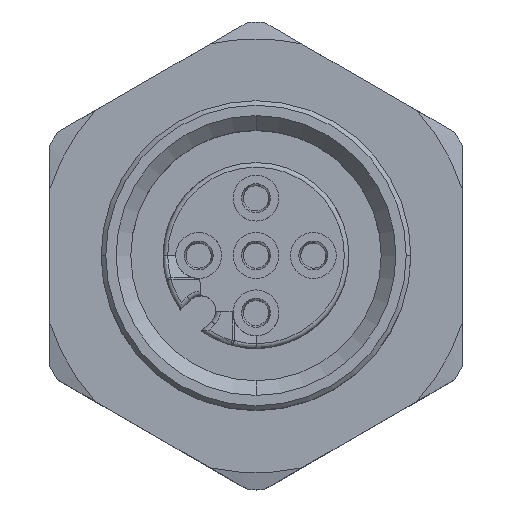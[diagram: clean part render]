
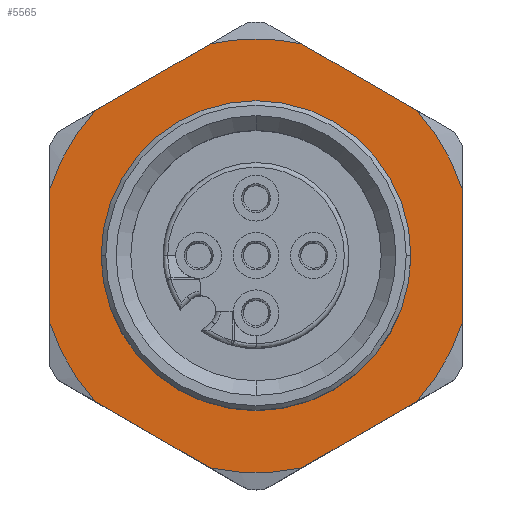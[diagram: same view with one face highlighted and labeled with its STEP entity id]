
A CAD part, top view. The second image highlights one B-rep face of the part: STEP entity #5565.
In plain terms, the highlighted planar face has unit normal (0, 0, 1).
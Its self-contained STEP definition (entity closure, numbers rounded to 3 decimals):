
#661=CARTESIAN_POINT('',(0.,0.,24.8));
#662=DIRECTION('',(0.,0.,1.));
#663=DIRECTION('',(0.952,0.306,0.));
#664=AXIS2_PLACEMENT_3D('',#661,#662,#663);
#669=DIRECTION('',(0.,1.,0.));
#670=VECTOR('',#669,5.786);
#671=CARTESIAN_POINT('',(9.,-2.893,24.8));
#672=LINE('',#671,#670);
#676=CARTESIAN_POINT('',(0.,0.,24.8));
#677=DIRECTION('',(0.,0.,1.));
#678=DIRECTION('',(0.741,-0.671,0.));
#679=AXIS2_PLACEMENT_3D('',#676,#677,#678);
#684=DIRECTION('',(0.866,0.5,0.));
#685=VECTOR('',#684,5.786);
#686=CARTESIAN_POINT('',(1.994,-9.241,24.8));
#687=LINE('',#686,#685);
#691=CARTESIAN_POINT('',(0.,0.,24.8));
#692=DIRECTION('',(0.,0.,1.));
#693=DIRECTION('',(-0.211,-0.977,0.));
#694=AXIS2_PLACEMENT_3D('',#691,#692,#693);
#699=DIRECTION('',(0.866,-0.5,0.));
#700=VECTOR('',#699,5.786);
#701=CARTESIAN_POINT('',(-7.006,-6.348,24.8));
#702=LINE('',#701,#700);
#706=CARTESIAN_POINT('',(0.,0.,24.8));
#707=DIRECTION('',(0.,0.,1.));
#708=DIRECTION('',(-0.952,-0.306,0.));
#709=AXIS2_PLACEMENT_3D('',#706,#707,#708);
#714=DIRECTION('',(0.,-1.,0.));
#715=VECTOR('',#714,5.786);
#716=CARTESIAN_POINT('',(-9.,2.893,24.8));
#717=LINE('',#716,#715);
#721=CARTESIAN_POINT('',(0.,0.,24.8));
#722=DIRECTION('',(0.,0.,1.));
#723=DIRECTION('',(-0.741,0.671,0.));
#724=AXIS2_PLACEMENT_3D('',#721,#722,#723);
#729=DIRECTION('',(-0.866,-0.5,0.));
#730=VECTOR('',#729,5.786);
#731=CARTESIAN_POINT('',(-1.994,9.241,24.8));
#732=LINE('',#731,#730);
#736=CARTESIAN_POINT('',(0.,0.,24.8));
#737=DIRECTION('',(0.,0.,1.));
#738=DIRECTION('',(0.,1.,0.));
#739=AXIS2_PLACEMENT_3D('',#736,#737,#738);
#744=CARTESIAN_POINT('',(0.,0.,24.8));
#745=DIRECTION('',(0.,0.,1.));
#746=DIRECTION('',(0.211,0.977,0.));
#747=AXIS2_PLACEMENT_3D('',#744,#745,#746);
#752=DIRECTION('',(-0.866,0.5,0.));
#753=VECTOR('',#752,5.786);
#754=CARTESIAN_POINT('',(7.006,6.348,24.8));
#755=LINE('',#754,#753);
#759=CARTESIAN_POINT('',(0.,0.,24.8));
#760=DIRECTION('',(0.,0.,-1.));
#761=DIRECTION('',(1.,0.,0.));
#762=AXIS2_PLACEMENT_3D('',#759,#760,#761);
#767=CARTESIAN_POINT('',(0.,0.,24.8));
#768=DIRECTION('',(0.,0.,-1.));
#769=DIRECTION('',(-1.,0.,0.));
#770=AXIS2_PLACEMENT_3D('',#767,#768,#769);
#1063=CARTESIAN_POINT('',(1.994,9.241,24.8));
#1133=CARTESIAN_POINT('',(-7.006,6.348,24.8));
#1203=CARTESIAN_POINT('',(-9.,-2.893,24.8));
#3263=CARTESIAN_POINT('',(7.006,-6.348,24.8));
#4427=CARTESIAN_POINT('',(6.75,0.,24.8));
#4428=VERTEX_POINT('',#4427);
#4429=CARTESIAN_POINT('',(-6.75,0.,24.8));
#4430=VERTEX_POINT('',#4429);
#4711=VERTEX_POINT('',#3263);
#4712=CARTESIAN_POINT('',(1.994,-9.241,24.8));
#4713=VERTEX_POINT('',#4712);
#4722=VERTEX_POINT('',#1203);
#4723=CARTESIAN_POINT('',(-9.,2.893,24.8));
#4724=VERTEX_POINT('',#4723);
#4733=VERTEX_POINT('',#1133);
#4734=CARTESIAN_POINT('',(-1.994,9.241,24.8));
#4735=VERTEX_POINT('',#4734);
#4744=VERTEX_POINT('',#1063);
#4745=CARTESIAN_POINT('',(7.006,6.348,24.8));
#4746=VERTEX_POINT('',#4745);
#4769=CARTESIAN_POINT('',(9.,2.893,24.8));
#4770=VERTEX_POINT('',#4769);
#4771=CARTESIAN_POINT('',(0.,9.454,24.8));
#4772=VERTEX_POINT('',#4771);
#4773=CARTESIAN_POINT('',(-7.006,-6.348,24.8));
#4774=VERTEX_POINT('',#4773);
#4775=CARTESIAN_POINT('',(-1.994,-9.241,24.8));
#4776=VERTEX_POINT('',#4775);
#4777=CARTESIAN_POINT('',(9.,-2.893,24.8));
#4778=VERTEX_POINT('',#4777);
#5528=CARTESIAN_POINT('',(-9.9,-10.396,24.8));
#5529=DIRECTION('',(0.,0.,1.));
#5530=DIRECTION('',(1.,0.,0.));
#5531=AXIS2_PLACEMENT_3D('',#5528,#5529,#5530);
#5532=PLANE('',#5531);
#5534=ORIENTED_EDGE('',*,*,#5533,.F.);
#5536=ORIENTED_EDGE('',*,*,#5535,.F.);
#5538=ORIENTED_EDGE('',*,*,#5537,.F.);
#5540=ORIENTED_EDGE('',*,*,#5539,.F.);
#5542=ORIENTED_EDGE('',*,*,#5541,.F.);
#5544=ORIENTED_EDGE('',*,*,#5543,.F.);
#5546=ORIENTED_EDGE('',*,*,#5545,.F.);
#5548=ORIENTED_EDGE('',*,*,#5547,.F.);
#5550=ORIENTED_EDGE('',*,*,#5549,.F.);
#5552=ORIENTED_EDGE('',*,*,#5551,.F.);
#5554=ORIENTED_EDGE('',*,*,#5553,.F.);
#5556=ORIENTED_EDGE('',*,*,#5555,.F.);
#5558=ORIENTED_EDGE('',*,*,#5557,.F.);
#5559=EDGE_LOOP('',(#5534,#5536,#5538,#5540,#5542,#5544,#5546,#5548,#5550,#5552,
#5554,#5556,#5558));
#5560=FACE_OUTER_BOUND('',#5559,.F.);
#5561=ORIENTED_EDGE('',*,*,#5507,.F.);
#5562=ORIENTED_EDGE('',*,*,#5523,.F.);
#5563=EDGE_LOOP('',(#5561,#5562));
#5564=FACE_BOUND('',#5563,.F.);
#5565=ADVANCED_FACE('',(#5560,#5564),#5532,.T.);
#665=CIRCLE('',#664,9.454);
#680=CIRCLE('',#679,9.454);
#695=CIRCLE('',#694,9.454);
#710=CIRCLE('',#709,9.454);
#725=CIRCLE('',#724,9.454);
#740=CIRCLE('',#739,9.454);
#748=CIRCLE('',#747,9.454);
#763=CIRCLE('',#762,6.75);
#771=CIRCLE('',#770,6.75);
#5507=EDGE_CURVE('',#4428,#4430,#763,.T.);
#5523=EDGE_CURVE('',#4430,#4428,#771,.T.);
#5533=EDGE_CURVE('',#4770,#4746,#665,.T.);
#5535=EDGE_CURVE('',#4778,#4770,#672,.T.);
#5537=EDGE_CURVE('',#4711,#4778,#680,.T.);
#5539=EDGE_CURVE('',#4713,#4711,#687,.T.);
#5541=EDGE_CURVE('',#4776,#4713,#695,.T.);
#5543=EDGE_CURVE('',#4774,#4776,#702,.T.);
#5545=EDGE_CURVE('',#4722,#4774,#710,.T.);
#5547=EDGE_CURVE('',#4724,#4722,#717,.T.);
#5549=EDGE_CURVE('',#4733,#4724,#725,.T.);
#5551=EDGE_CURVE('',#4735,#4733,#732,.T.);
#5553=EDGE_CURVE('',#4772,#4735,#740,.T.);
#5555=EDGE_CURVE('',#4744,#4772,#748,.T.);
#5557=EDGE_CURVE('',#4746,#4744,#755,.T.);
